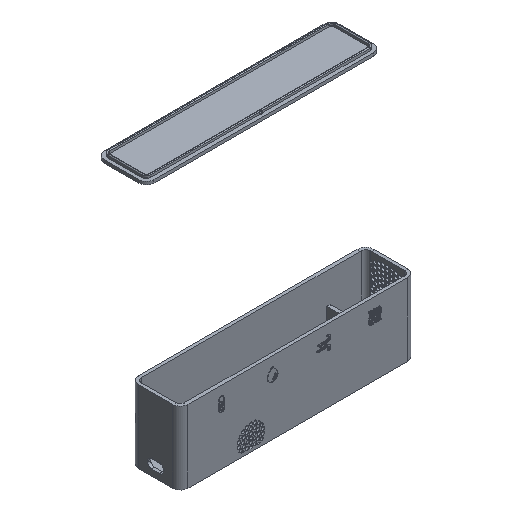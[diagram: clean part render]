
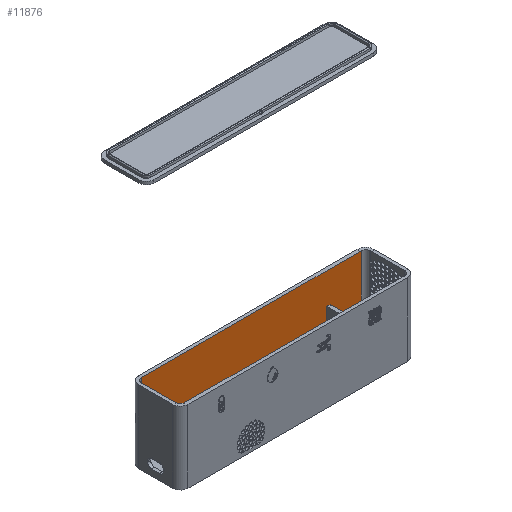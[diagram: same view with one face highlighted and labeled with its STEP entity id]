
A CAD part, isometric view. The second image highlights one B-rep face of the part: STEP entity #11876.
In plain terms, the highlighted planar face has unit normal (0, -1, 0).
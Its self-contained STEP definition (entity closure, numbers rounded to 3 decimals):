
#317=FACE_BOUND('',#2914,.T.);
#2037=FACE_OUTER_BOUND('',#2913,.T.);
#2913=EDGE_LOOP('',(#10630,#10631,#10632,#10633,#10634,#10635,#10636,#10637,
#10638,#10639,#10640,#10641));
#2914=EDGE_LOOP('',(#10642,#10643,#10644,#10645));
#3799=LINE('',#20156,#4736);
#3801=LINE('',#20161,#4738);
#3803=LINE('',#20164,#4740);
#3804=LINE('',#20166,#4741);
#3851=LINE('',#20345,#4788);
#3855=LINE('',#20352,#4792);
#3856=LINE('',#20354,#4793);
#3857=LINE('',#20357,#4794);
#3858=LINE('',#20359,#4795);
#3859=LINE('',#20361,#4796);
#3860=LINE('',#20363,#4797);
#3861=LINE('',#20365,#4798);
#3862=LINE('',#20367,#4799);
#3863=LINE('',#20369,#4800);
#3864=LINE('',#20371,#4801);
#3865=LINE('',#20372,#4802);
#4736=VECTOR('',#15795,10.);
#4738=VECTOR('',#15799,10.);
#4740=VECTOR('',#15803,10.);
#4741=VECTOR('',#15806,10.);
#4788=VECTOR('',#16031,10.);
#4792=VECTOR('',#16037,10.);
#4793=VECTOR('',#16040,10.);
#4794=VECTOR('',#16043,10.);
#4795=VECTOR('',#16044,10.);
#4796=VECTOR('',#16045,10.);
#4797=VECTOR('',#16046,10.);
#4798=VECTOR('',#16047,10.);
#4799=VECTOR('',#16048,10.);
#4800=VECTOR('',#16049,10.);
#4801=VECTOR('',#16050,10.);
#4802=VECTOR('',#16051,10.);
#5837=VERTEX_POINT('',#20152);
#5838=VERTEX_POINT('',#20154);
#5839=VERTEX_POINT('',#20158);
#5840=VERTEX_POINT('',#20160);
#5882=VERTEX_POINT('',#20342);
#5883=VERTEX_POINT('',#20344);
#5884=VERTEX_POINT('',#20348);
#5885=VERTEX_POINT('',#20350);
#5886=VERTEX_POINT('',#20356);
#5887=VERTEX_POINT('',#20358);
#5888=VERTEX_POINT('',#20360);
#5889=VERTEX_POINT('',#20362);
#5890=VERTEX_POINT('',#20364);
#5891=VERTEX_POINT('',#20366);
#5892=VERTEX_POINT('',#20368);
#5893=VERTEX_POINT('',#20370);
#7425=EDGE_CURVE('',#5837,#5838,#3799,.T.);
#7427=EDGE_CURVE('',#5840,#5839,#3801,.T.);
#7429=EDGE_CURVE('',#5838,#5840,#3803,.T.);
#7430=EDGE_CURVE('',#5839,#5837,#3804,.T.);
#7523=EDGE_CURVE('',#5883,#5882,#3851,.T.);
#7527=EDGE_CURVE('',#5884,#5885,#3855,.T.);
#7528=EDGE_CURVE('',#5885,#5883,#3856,.T.);
#7529=EDGE_CURVE('',#5886,#5882,#3857,.T.);
#7530=EDGE_CURVE('',#5886,#5887,#3858,.T.);
#7531=EDGE_CURVE('',#5887,#5888,#3859,.T.);
#7532=EDGE_CURVE('',#5888,#5889,#3860,.T.);
#7533=EDGE_CURVE('',#5890,#5889,#3861,.T.);
#7534=EDGE_CURVE('',#5890,#5891,#3862,.T.);
#7535=EDGE_CURVE('',#5892,#5891,#3863,.T.);
#7536=EDGE_CURVE('',#5893,#5892,#3864,.T.);
#7537=EDGE_CURVE('',#5884,#5893,#3865,.T.);
#10630=ORIENTED_EDGE('',*,*,#7527,.T.);
#10631=ORIENTED_EDGE('',*,*,#7528,.T.);
#10632=ORIENTED_EDGE('',*,*,#7523,.T.);
#10633=ORIENTED_EDGE('',*,*,#7529,.F.);
#10634=ORIENTED_EDGE('',*,*,#7530,.T.);
#10635=ORIENTED_EDGE('',*,*,#7531,.T.);
#10636=ORIENTED_EDGE('',*,*,#7532,.T.);
#10637=ORIENTED_EDGE('',*,*,#7533,.F.);
#10638=ORIENTED_EDGE('',*,*,#7534,.T.);
#10639=ORIENTED_EDGE('',*,*,#7535,.F.);
#10640=ORIENTED_EDGE('',*,*,#7536,.F.);
#10641=ORIENTED_EDGE('',*,*,#7537,.F.);
#10642=ORIENTED_EDGE('',*,*,#7427,.T.);
#10643=ORIENTED_EDGE('',*,*,#7430,.T.);
#10644=ORIENTED_EDGE('',*,*,#7425,.T.);
#10645=ORIENTED_EDGE('',*,*,#7429,.T.);
#11318=PLANE('',#13008);
#11876=ADVANCED_FACE('',(#2037,#317),#11318,.T.);
#13008=AXIS2_PLACEMENT_3D('',#20355,#16041,#16042);
#15795=DIRECTION('',(0.,0.,1.));
#15799=DIRECTION('',(0.,0.,-1.));
#15803=DIRECTION('',(1.,0.,0.));
#15806=DIRECTION('',(-1.,0.,0.));
#16031=DIRECTION('',(0.,0.,-1.));
#16037=DIRECTION('',(0.,0.,1.));
#16040=DIRECTION('',(1.,0.,0.));
#16041=DIRECTION('center_axis',(0.,-1.,0.));
#16042=DIRECTION('ref_axis',(1.,0.,0.));
#16043=DIRECTION('',(-1.,0.,0.));
#16044=DIRECTION('',(0.,0.,1.));
#16045=DIRECTION('',(1.,0.,0.));
#16046=DIRECTION('',(0.,0.,-1.));
#16047=DIRECTION('',(-1.,0.,0.));
#16048=DIRECTION('',(0.,0.,1.));
#16049=DIRECTION('',(1.,0.,0.));
#16050=DIRECTION('',(0.,0.,1.));
#16051=DIRECTION('',(-1.,0.,0.));
#20152=CARTESIAN_POINT('',(124.9,-2.,9.));
#20154=CARTESIAN_POINT('',(124.9,-2.,27.));
#20156=CARTESIAN_POINT('',(124.9,-2.,5.5));
#20158=CARTESIAN_POINT('',(126.9,-2.,9.));
#20160=CARTESIAN_POINT('',(126.9,-2.,27.));
#20161=CARTESIAN_POINT('',(126.9,-2.,5.5));
#20164=CARTESIAN_POINT('',(65.45,-2.,27.));
#20166=CARTESIAN_POINT('',(65.45,-2.,9.));
#20342=CARTESIAN_POINT('',(38.1,-2.,2.));
#20344=CARTESIAN_POINT('',(38.1,-2.,14.8));
#20345=CARTESIAN_POINT('',(38.1,-2.,2.));
#20348=CARTESIAN_POINT('',(36.5,-2.,2.));
#20350=CARTESIAN_POINT('',(36.5,-2.,14.8));
#20352=CARTESIAN_POINT('',(36.5,-2.,2.));
#20354=CARTESIAN_POINT('',(21.15,-2.,14.8));
#20355=CARTESIAN_POINT('Origin',(5.,-2.,2.));
#20356=CARTESIAN_POINT('',(53.5,-2.,2.));
#20357=CARTESIAN_POINT('',(40.5,-2.,2.));
#20358=CARTESIAN_POINT('',(53.5,-2.,14.8));
#20359=CARTESIAN_POINT('',(53.5,-2.,2.));
#20360=CARTESIAN_POINT('',(55.1,-2.,14.8));
#20361=CARTESIAN_POINT('',(29.65,-2.,14.8));
#20362=CARTESIAN_POINT('',(55.1,-2.,2.));
#20363=CARTESIAN_POINT('',(55.1,-2.,2.));
#20364=CARTESIAN_POINT('',(147.,-2.,2.));
#20365=CARTESIAN_POINT('',(40.5,-2.,2.));
#20366=CARTESIAN_POINT('',(147.,-2.,47.));
#20367=CARTESIAN_POINT('',(147.,-2.,2.));
#20368=CARTESIAN_POINT('',(5.,-2.,47.));
#20369=CARTESIAN_POINT('',(5.,-2.,47.));
#20370=CARTESIAN_POINT('',(5.,-2.,2.));
#20371=CARTESIAN_POINT('',(5.,-2.,2.));
#20372=CARTESIAN_POINT('',(40.5,-2.,2.));
